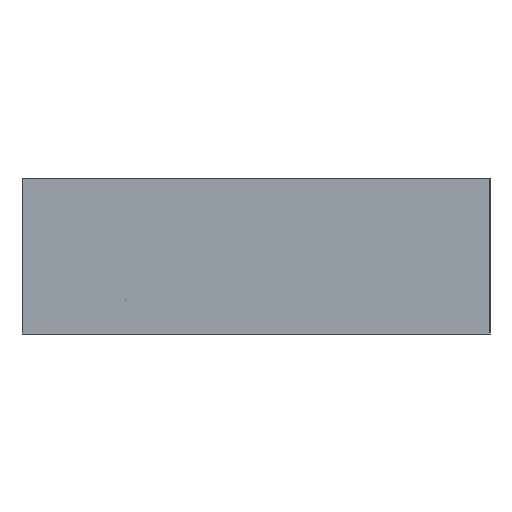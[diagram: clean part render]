
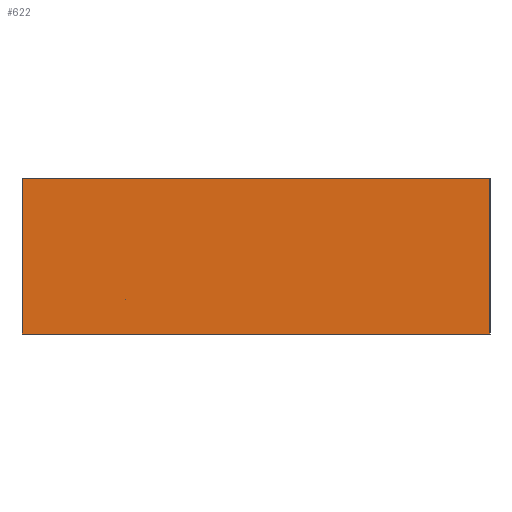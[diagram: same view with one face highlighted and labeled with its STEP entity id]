
A CAD part, left-side view. The second image highlights one B-rep face of the part: STEP entity #622.
In plain terms, the highlighted planar face has unit normal (-1, 0, 0).
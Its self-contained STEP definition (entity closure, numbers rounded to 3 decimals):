
#499=CARTESIAN_POINT('POINT31',(-158.75,19.05,0.));
#500=VERTEX_POINT('VERTEX31',#499);
#501=CARTESIAN_POINT('POINT32',(-158.75,19.05,12.7));
#502=VERTEX_POINT('VERTEX32',#501);
#503=CARTESIAN_POINT('POS58',(-158.75,19.05,0.));
#504=DIRECTION('DIR100',(0.,0.,1.));
#505=VECTOR('VEC16',#504,25.4);
#506=LINE('STRAIGHT16',#503,#505);
#507=EDGE_CURVE('EDGE44',#500,#502,#506,.T.);
#571=CARTESIAN_POINT('POINT37',(-158.75,-19.05,12.7));
#572=VERTEX_POINT('VERTEX37',#571);
#579=CARTESIAN_POINT('POINT38',(-158.75,-19.05,0.));
#580=VERTEX_POINT('VERTEX38',#579);
#581=CARTESIAN_POINT('POS68',(-158.75,-19.05,0.));
#582=DIRECTION('DIR112',(0.,0.,1.));
#583=VECTOR('VEC24',#582,25.4);
#584=LINE('STRAIGHT24',#581,#583);
#585=EDGE_CURVE('EDGE52',#580,#572,#584,.T.);
#601=ORIENTED_EDGE('COEDGE81',*,*,#585,.T.);
#602=CARTESIAN_POINT('POS71',(-158.75,19.05,12.7));
#603=DIRECTION('DIR116',(0.,-1.,0.));
#604=VECTOR('VEC26',#603,25.4);
#605=LINE('STRAIGHT26',#602,#604);
#606=EDGE_CURVE('EDGE54',#502,#572,#605,.T.);
#607=ORIENTED_EDGE('COEDGE82',*,*,#606,.F.);
#608=ORIENTED_EDGE('COEDGE83',*,*,#507,.F.);
#609=CARTESIAN_POINT('POS72',(-158.75,19.05,0.));
#610=DIRECTION('DIR117',(0.,-1.,0.));
#611=VECTOR('VEC27',#610,25.4);
#612=LINE('STRAIGHT27',#609,#611);
#613=EDGE_CURVE('EDGE55',#500,#580,#612,.T.);
#614=ORIENTED_EDGE('COEDGE84',*,*,#613,.T.);
#615=EDGE_LOOP('NONE',(#601,#607,#608,#614));
#616=FACE_BOUND('LOOP1',#615,.T.);
#617=CARTESIAN_POINT('POS73',(-158.75,19.05,0.));
#618=DIRECTION('DIR118',(-1.,0.,0.));
#619=DIRECTION('DIR119',(0.,1.,0.));
#620=AXIS2_PLACEMENT_3D('AXIS46',#617,#618,#619);
#621=PLANE('PLANE7',#620);
#622=ADVANCED_FACE('FACE21',(#616),#621,.T.);
